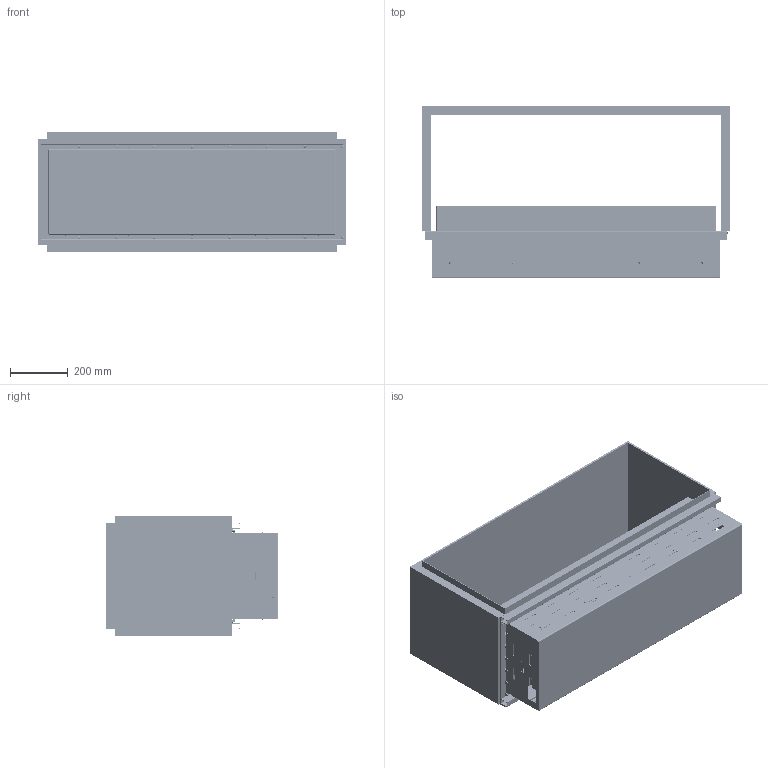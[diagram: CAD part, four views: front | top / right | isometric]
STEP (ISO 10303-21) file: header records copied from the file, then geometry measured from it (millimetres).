
FILE_DESCRIPTION (( 'STEP AP203' ), '1' );
FILE_NAME ('PJ00191-A-12.STEP', '2019-02-28T16:43:02', ( '' ), ( '' ), 'SwSTEP 2.0', 'SolidWorks 2019', '' );
FILE_SCHEMA (( 'CONFIG_CONTROL_DESIGN' ));
Length unit declared in the file: millimetre
Products named in the file (20): PT11899-A-A2_PT11900-A-AC; PT11904-A-AC_PT11905-A-AC; PT07661-A-A2; AS04265-A-01_AS04266-A-01; PT11850-A-IL_PT11925-A-IL; PT10887-A-V3_PT11212-A-V3; PJ00153-O-03-C.EVO PLUS 600; PT10940-B-AC_PT11208-B-AC; PT11975-A-AC_PT11972-A-AC; PT10931-A-AC_PT12146-A-AC; PT11849-A-IL; PT11909-A-AC; PJ00191-A-12; PT11911-A-AC_PT11912-A-AC; AS04260-A-01_AS04261-A-01; PT11854-A-IF_PT11855-A-IF; AS04255-A-01_AS04256-A-01; PT00832-A-A2; PT01372-A-A2; PT10931-A-AC_PT10932-A-AC
Assembly tree (86 placements, depth 4):
  PJ00191-A-12
    AS04265-A-01_AS04266-A-01
      AS04255-A-01_AS04256-A-01
        PT11904-A-AC_PT11905-A-AC
        PT11909-A-AC  x2
        PT11899-A-A2_PT11900-A-AC
        PT10931-A-AC_PT10932-A-AC  x4
        PT11975-A-AC_PT11972-A-AC  x4
        PT01372-A-A2  x31
        PT10931-A-AC_PT12146-A-AC  x3
      AS04260-A-01_AS04261-A-01
        PT11911-A-AC_PT11912-A-AC
        PT10940-B-AC_PT11208-B-AC  x2
        PT11854-A-IF_PT11855-A-IF  x2
      PT11850-A-IL_PT11925-A-IL
      PT11849-A-IL  x2
      PT10887-A-V3_PT11212-A-V3  x2
      PT00832-A-A2  x10
    PT07661-A-A2  x16
    PJ00153-O-03-C.EVO PLUS 600
Bounding box: 1064 x 595 x 417 mm (x, y, z)
Volume: 29225381 mm3; surface area: 9908739.6 mm2
Topology: 163 solids, 163 shells, 5803 faces, 15748 edges, 10305 vertices
Faces by surface type: plane 3225, cylinder 2359, cone 108, bspline 55, torus 39, sphere 17
Full cylindrical faces by diameter (mm): 2 x1, 3.3 x13, 3.5 x6, 3.7 x4, 4 x112, 4.1 x1, 4.2 x14, 4.3 x22, 4.5 x17, 5 x43, 5.3 x15, 5.5 x2, 6 x8, 6.1 x3, 6.4 x5, 6.5 x84, 6.7 x4, 6.9 x1, 7 x24, 8 x3, 10 x20, 10.2 x2, 11 x2, 12 x1, 13 x2, 20 x2, 25 x1, 27.3 x1, 30 x1, 32.5 x1
Entity records: 148571 total; most frequent: CARTESIAN_POINT 27429, DIRECTION 24439, ORIENTED_EDGE 23694, EDGE_CURVE 11847, AXIS2_PLACEMENT_3D 8262, VERTEX_POINT 7939, LINE 7915, VECTOR 7915
